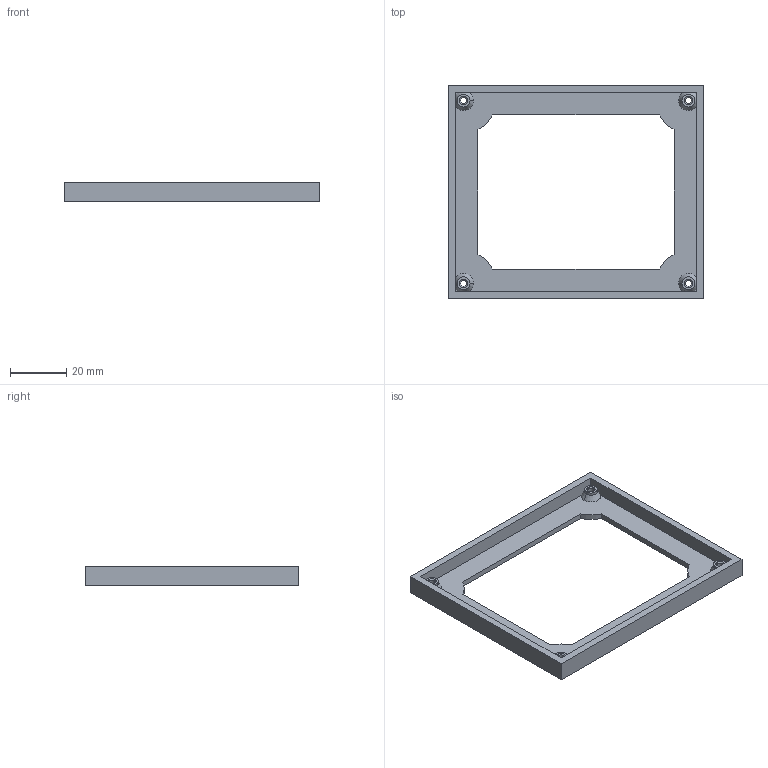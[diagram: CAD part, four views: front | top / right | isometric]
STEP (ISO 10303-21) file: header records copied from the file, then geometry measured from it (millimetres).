
FILE_DESCRIPTION (( 'STEP AP214' ), '1' );
FILE_NAME ('INO base.STEP', '2024-12-05T03:55:42', ( '' ), ( '' ), 'SwSTEP 2.0', 'SolidWorks 2024', '' );
FILE_SCHEMA (( 'AUTOMOTIVE_DESIGN' ));
Length unit declared in the file: millimetre
Products named in the file (1): INO base
Bounding box: 91 x 76 x 7 mm (x, y, z)
Volume: 10721.4 mm3; surface area: 10902.2 mm2
Topology: 1 solids, 1 shells, 59 faces, 152 edges, 96 vertices
Faces by surface type: plane 23, cylinder 20, cone 16
Entity records: 1925 total; most frequent: CARTESIAN_POINT 416, DIRECTION 320, ORIENTED_EDGE 304, EDGE_CURVE 152, AXIS2_PLACEMENT_3D 120, VERTEX_POINT 96, VECTOR 80, LINE 80
